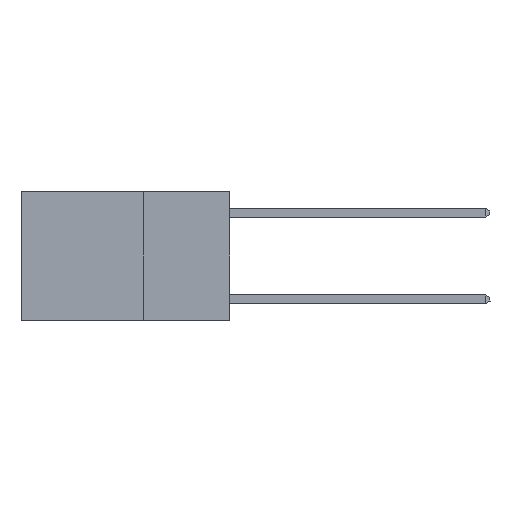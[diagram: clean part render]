
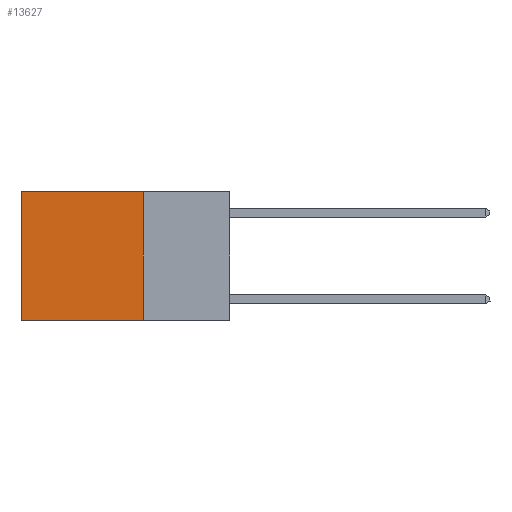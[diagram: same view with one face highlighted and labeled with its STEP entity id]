
A CAD part, left-side view. The second image highlights one B-rep face of the part: STEP entity #13627.
In plain terms, the highlighted planar face has unit normal (-1, 0, 0).
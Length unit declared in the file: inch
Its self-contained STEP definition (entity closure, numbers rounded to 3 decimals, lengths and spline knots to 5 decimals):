
#445 = LINE ( 'NONE', #18047, #8832 ) ;
#641 = VECTOR ( 'NONE', #18694, 39.37008 ) ;
#706 = VERTEX_POINT ( 'NONE', #15099 ) ;
#796 = CARTESIAN_POINT ( 'NONE',  ( 0.2625, 0.25, -0.37 ) ) ;
#1096 = EDGE_CURVE ( 'NONE', #11746, #13331, #9016, .T. ) ;
#1563 = CARTESIAN_POINT ( 'NONE',  ( 0.2625, 0.25, 0. ) ) ;
#2410 = VECTOR ( 'NONE', #5272, 39.37008 ) ;
#2412 = VERTEX_POINT ( 'NONE', #18779 ) ;
#2881 = LINE ( 'NONE', #14078, #2410 ) ;
#3030 = ORIENTED_EDGE ( 'NONE', *, *, #5982, .T. ) ;
#3361 = EDGE_CURVE ( 'NONE', #13331, #706, #2881, .T. ) ;
#3728 = CARTESIAN_POINT ( 'NONE',  ( 0.2625, 0.25, 0. ) ) ;
#4313 = CARTESIAN_POINT ( 'NONE',  ( 0.2625, 0.25, 0. ) ) ;
#5180 = DIRECTION ( 'NONE',  ( 0., 1., 0. ) ) ;
#5272 = DIRECTION ( 'NONE',  ( 0., 1., 0. ) ) ;
#5717 = CARTESIAN_POINT ( 'NONE',  ( 0.2625, 0.25, 0. ) ) ;
#5982 = EDGE_CURVE ( 'NONE', #11746, #2412, #13571, .T. ) ;
#6305 = ORIENTED_EDGE ( 'NONE', *, *, #1096, .F. ) ;
#7022 = EDGE_CURVE ( 'NONE', #2412, #706, #445, .T. ) ;
#7491 = DIRECTION ( 'NONE',  ( 0., 0., -1. ) ) ;
#8832 = VECTOR ( 'NONE', #16535, 39.37008 ) ;
#9016 = LINE ( 'NONE', #4313, #641 ) ;
#11592 = ORIENTED_EDGE ( 'NONE', *, *, #3361, .F. ) ;
#11746 = VERTEX_POINT ( 'NONE', #5717 ) ;
#12118 = FACE_OUTER_BOUND ( 'NONE', #15685, .T. ) ;
#12829 = ORIENTED_EDGE ( 'NONE', *, *, #7022, .T. ) ;
#13331 = VERTEX_POINT ( 'NONE', #796 ) ;
#13571 = LINE ( 'NONE', #3728, #17318 ) ;
#13627 = ADVANCED_FACE ( 'NONE', ( #12118 ), #17420, .F. ) ;
#14078 = CARTESIAN_POINT ( 'NONE',  ( 0.2625, 0.25, -0.37 ) ) ;
#15099 = CARTESIAN_POINT ( 'NONE',  ( 0.2625, 0.6, -0.37 ) ) ;
#15685 = EDGE_LOOP ( 'NONE', ( #12829, #11592, #6305, #3030 ) ) ;
#16114 = DIRECTION ( 'NONE',  ( 1., 0., 0. ) ) ;
#16535 = DIRECTION ( 'NONE',  ( 0., 0., -1. ) ) ;
#17318 = VECTOR ( 'NONE', #5180, 39.37008 ) ;
#17420 = PLANE ( 'NONE',  #18488 ) ;
#18047 = CARTESIAN_POINT ( 'NONE',  ( 0.2625, 0.6, 0. ) ) ;
#18488 = AXIS2_PLACEMENT_3D ( 'NONE', #1563, #16114, #7491 ) ;
#18694 = DIRECTION ( 'NONE',  ( 0., 0., -1. ) ) ;
#18779 = CARTESIAN_POINT ( 'NONE',  ( 0.2625, 0.6, 0. ) ) ;
